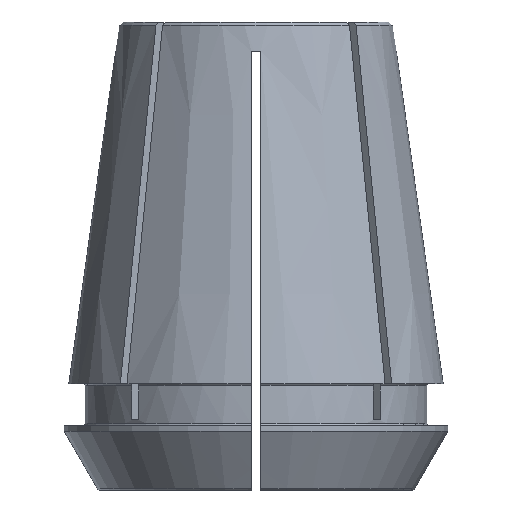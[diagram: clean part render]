
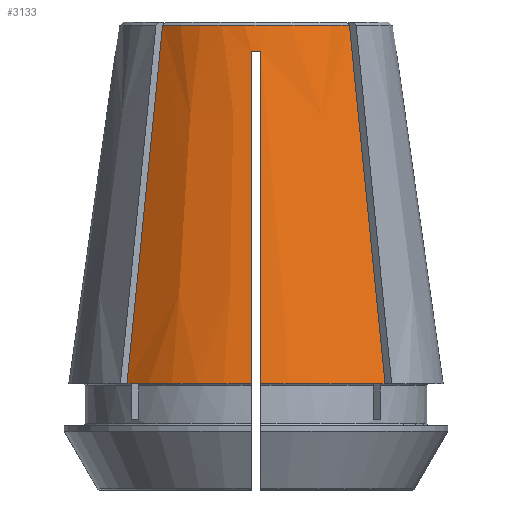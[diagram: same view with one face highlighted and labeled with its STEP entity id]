
A CAD part, front view. The second image highlights one B-rep face of the part: STEP entity #3133.
In plain terms, the highlighted conical face has half-angle 8 degrees and reference radius 11.657 mm.
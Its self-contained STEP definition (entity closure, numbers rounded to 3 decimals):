
#64=CONICAL_SURFACE('',#3416,11.657,0.14);
#118=CIRCLE('',#3260,12.009);
#214=CIRCLE('',#3417,16.);
#215=CIRCLE('',#3418,11.699);
#216=CIRCLE('',#3419,16.);
#1290=ORIENTED_EDGE('',*,*,#2155,.T.);
#1291=ORIENTED_EDGE('',*,*,#1807,.T.);
#1292=ORIENTED_EDGE('',*,*,#2156,.F.);
#1293=ORIENTED_EDGE('',*,*,#1946,.T.);
#1294=ORIENTED_EDGE('',*,*,#2157,.T.);
#1295=ORIENTED_EDGE('',*,*,#2158,.F.);
#1296=ORIENTED_EDGE('',*,*,#1879,.F.);
#1297=ORIENTED_EDGE('',*,*,#1901,.T.);
#1807=EDGE_CURVE('',#2300,#2299,#2600,.T.);
#1879=EDGE_CURVE('',#2365,#2367,#118,.T.);
#1901=EDGE_CURVE('',#2365,#2388,#2619,.T.);
#1946=EDGE_CURVE('',#2430,#2429,#2627,.T.);
#2155=EDGE_CURVE('',#2388,#2300,#214,.T.);
#2156=EDGE_CURVE('',#2430,#2299,#215,.T.);
#2157=EDGE_CURVE('',#2429,#2568,#216,.T.);
#2158=EDGE_CURVE('',#2367,#2568,#2647,.T.);
#2299=VERTEX_POINT('',#4584);
#2300=VERTEX_POINT('',#4589);
#2365=VERTEX_POINT('',#4789);
#2367=VERTEX_POINT('',#4792);
#2388=VERTEX_POINT('',#4847);
#2429=VERTEX_POINT('',#4968);
#2430=VERTEX_POINT('',#4976);
#2568=VERTEX_POINT('',#5455);
#2600=B_SPLINE_CURVE_WITH_KNOTS('',3,(#4585,#4586,#4587,#4588),
 .UNSPECIFIED.,.F.,.F.,(4,4),(0.,0.031),
 .UNSPECIFIED.);
#2619=B_SPLINE_CURVE_WITH_KNOTS('',3,(#4848,#4849,#4850,#4851,#4852,#4853,
#4854,#4855,#4856,#4857),.UNSPECIFIED.,.F.,.F.,(4,3,3,4),(0.018,
0.022,0.044,0.047),.UNSPECIFIED.);
#2627=B_SPLINE_CURVE_WITH_KNOTS('',3,(#4969,#4970,#4971,#4972,#4973,#4974,
#4975),.UNSPECIFIED.,.F.,.F.,(4,3,4),(0.,0.021,
0.031),.UNSPECIFIED.);
#2647=B_SPLINE_CURVE_WITH_KNOTS('',3,(#5456,#5457,#5458,#5459,#5460,#5461,
#5462,#5463,#5464,#5465),.UNSPECIFIED.,.F.,.F.,(4,3,3,4),(0.018,
0.022,0.044,0.047),.UNSPECIFIED.);
#2729=EDGE_LOOP('',(#1290,#1291,#1292,#1293,#1294,#1295,#1296,#1297));
#2893=FACE_BOUND('',#2729,.T.);
#3133=ADVANCED_FACE('',(#2893),#64,.T.);
#3260=AXIS2_PLACEMENT_3D('',#4791,#3691,#3692);
#3416=AXIS2_PLACEMENT_3D('',#5451,#4151,#4152);
#3417=AXIS2_PLACEMENT_3D('',#5452,#4153,#4154);
#3418=AXIS2_PLACEMENT_3D('',#5453,#4155,#4156);
#3419=AXIS2_PLACEMENT_3D('',#5454,#4157,#4158);
#3691=DIRECTION('',(0.,0.,-1.));
#3692=DIRECTION('',(-1.,0.,0.));
#4151=DIRECTION('',(0.,0.,-1.));
#4152=DIRECTION('',(-1.,0.,0.));
#4153=DIRECTION('',(0.,0.,1.));
#4154=DIRECTION('',(1.,0.,0.));
#4155=DIRECTION('',(0.,0.,1.));
#4156=DIRECTION('',(1.,0.,0.));
#4157=DIRECTION('',(0.,0.,1.));
#4158=DIRECTION('',(1.,0.,0.));
#4584=CARTESIAN_POINT('',(7.985,-8.55,34.203));
#4585=CARTESIAN_POINT('',(11.027,-11.593,3.6));
#4586=CARTESIAN_POINT('',(10.013,-10.579,13.801));
#4587=CARTESIAN_POINT('',(8.999,-9.565,24.002));
#4588=CARTESIAN_POINT('',(7.985,-8.55,34.203));
#4589=CARTESIAN_POINT('',(11.027,-11.593,3.6));
#4789=CARTESIAN_POINT('',(0.4,-12.002,32.));
#4791=CARTESIAN_POINT('',(0.,0.,32.));
#4792=CARTESIAN_POINT('',(-0.4,-12.002,32.));
#4847=CARTESIAN_POINT('',(0.4,-15.995,3.6));
#4848=CARTESIAN_POINT('',(0.4,-12.002,32.));
#4849=CARTESIAN_POINT('',(0.4,-12.169,30.811));
#4850=CARTESIAN_POINT('',(0.4,-12.336,29.622));
#4851=CARTESIAN_POINT('',(0.4,-12.503,28.433));
#4852=CARTESIAN_POINT('',(0.4,-13.523,21.184));
#4853=CARTESIAN_POINT('',(0.4,-14.542,13.934));
#4854=CARTESIAN_POINT('',(0.4,-15.561,6.684));
#4855=CARTESIAN_POINT('',(0.4,-15.706,5.656));
#4856=CARTESIAN_POINT('',(0.4,-15.85,4.628));
#4857=CARTESIAN_POINT('',(0.4,-15.995,3.6));
#4968=CARTESIAN_POINT('',(-11.027,-11.593,3.6));
#4969=CARTESIAN_POINT('',(-7.985,-8.55,34.203));
#4970=CARTESIAN_POINT('',(-8.659,-9.225,27.423));
#4971=CARTESIAN_POINT('',(-9.333,-9.899,20.643));
#4972=CARTESIAN_POINT('',(-10.007,-10.573,13.864));
#4973=CARTESIAN_POINT('',(-10.347,-10.913,10.442));
#4974=CARTESIAN_POINT('',(-10.687,-11.253,7.021));
#4975=CARTESIAN_POINT('',(-11.027,-11.593,3.6));
#4976=CARTESIAN_POINT('',(-7.985,-8.55,34.203));
#5451=CARTESIAN_POINT('',(0.,0.,34.5));
#5452=CARTESIAN_POINT('',(0.,0.,3.6));
#5453=CARTESIAN_POINT('',(0.,0.,34.203));
#5454=CARTESIAN_POINT('',(0.,0.,3.6));
#5455=CARTESIAN_POINT('',(-0.4,-15.995,3.6));
#5456=CARTESIAN_POINT('',(-0.4,-12.002,32.));
#5457=CARTESIAN_POINT('',(-0.4,-12.169,30.811));
#5458=CARTESIAN_POINT('',(-0.4,-12.336,29.622));
#5459=CARTESIAN_POINT('',(-0.4,-12.503,28.433));
#5460=CARTESIAN_POINT('',(-0.4,-13.523,21.184));
#5461=CARTESIAN_POINT('',(-0.4,-14.542,13.934));
#5462=CARTESIAN_POINT('',(-0.4,-15.561,6.684));
#5463=CARTESIAN_POINT('',(-0.4,-15.706,5.656));
#5464=CARTESIAN_POINT('',(-0.4,-15.85,4.628));
#5465=CARTESIAN_POINT('',(-0.4,-15.995,3.6));
